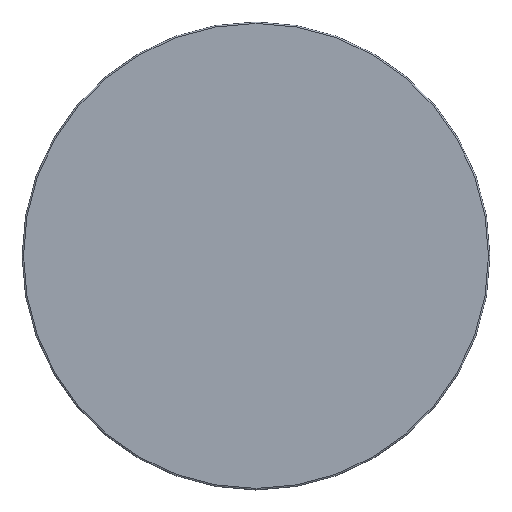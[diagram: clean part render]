
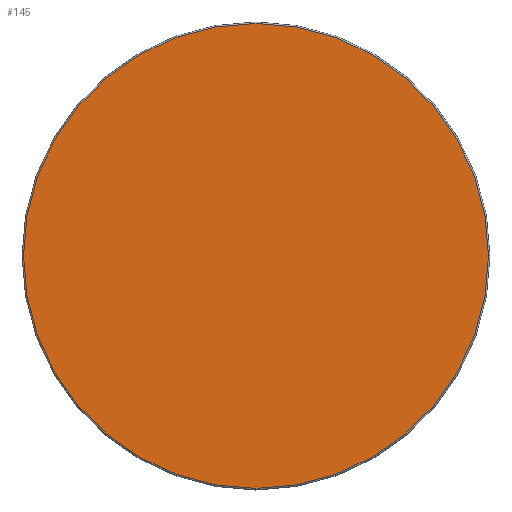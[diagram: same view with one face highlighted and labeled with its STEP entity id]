
A CAD part, top view. The second image highlights one B-rep face of the part: STEP entity #145.
In plain terms, the highlighted planar face has unit normal (0, 0, 1).
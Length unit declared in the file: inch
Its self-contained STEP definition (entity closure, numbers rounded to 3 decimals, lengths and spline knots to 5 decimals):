
#9 = VERTEX_POINT ( 'NONE', #57 ) ;
#15 = VERTEX_POINT ( 'NONE', #203 ) ;
#26 = ORIENTED_EDGE ( 'NONE', *, *, #130, .T. ) ;
#31 = DIRECTION ( 'NONE',  ( 0., 0., 1. ) ) ;
#41 = AXIS2_PLACEMENT_3D ( 'NONE', #225, #215, #235 ) ;
#44 = AXIS2_PLACEMENT_3D ( 'NONE', #207, #170, #90 ) ;
#57 = CARTESIAN_POINT ( 'NONE',  ( -0.24844, 0., 0.03125 ) ) ;
#72 = CARTESIAN_POINT ( 'NONE',  ( 0., 0., 0.03125 ) ) ;
#90 = DIRECTION ( 'NONE',  ( 1., 0., 0. ) ) ;
#98 = FACE_OUTER_BOUND ( 'NONE', #104, .T. ) ;
#104 = EDGE_LOOP ( 'NONE', ( #26, #187 ) ) ;
#130 = EDGE_CURVE ( 'NONE', #15, #9, #171, .T. ) ;
#145 = ADVANCED_FACE ( 'NONE', ( #98 ), #160, .T. ) ;
#147 = AXIS2_PLACEMENT_3D ( 'NONE', #72, #31, #178 ) ;
#160 = PLANE ( 'NONE',  #41 ) ;
#170 = DIRECTION ( 'NONE',  ( 0., 0., 1. ) ) ;
#171 = CIRCLE ( 'NONE', #44, 0.24844 ) ;
#175 = CIRCLE ( 'NONE', #147, 0.24844 ) ;
#178 = DIRECTION ( 'NONE',  ( 1., 0., 0. ) ) ;
#187 = ORIENTED_EDGE ( 'NONE', *, *, #214, .T. ) ;
#203 = CARTESIAN_POINT ( 'NONE',  ( 0.24844, 0., 0.03125 ) ) ;
#207 = CARTESIAN_POINT ( 'NONE',  ( 0., 0., 0.03125 ) ) ;
#214 = EDGE_CURVE ( 'NONE', #9, #15, #175, .T. ) ;
#215 = DIRECTION ( 'NONE',  ( 0., 0., 1. ) ) ;
#225 = CARTESIAN_POINT ( 'NONE',  ( 0., 0., 0.03125 ) ) ;
#235 = DIRECTION ( 'NONE',  ( 1., 0., 0. ) ) ;
